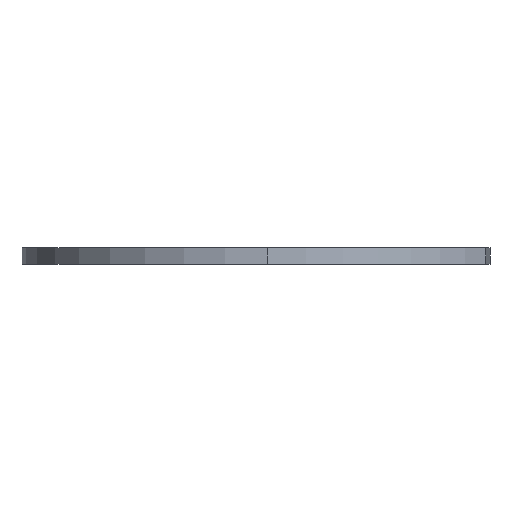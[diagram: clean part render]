
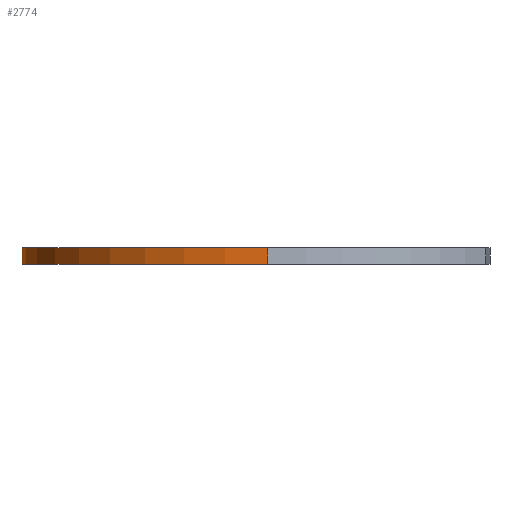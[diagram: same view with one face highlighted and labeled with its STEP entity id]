
A CAD part, left-side view. The second image highlights one B-rep face of the part: STEP entity #2774.
In plain terms, the highlighted cylindrical face has radius 145 mm (diameter 290 mm), a partial arc.
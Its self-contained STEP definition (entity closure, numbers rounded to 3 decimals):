
#9 = AXIS2_PLACEMENT_3D ( 'NONE', #2963, #302, #2409 ) ;
#47 = DIRECTION ( 'NONE',  ( 0., 0., -1. ) ) ;
#51 = DIRECTION ( 'NONE',  ( 0., 0., 1. ) ) ;
#76 = ORIENTED_EDGE ( 'NONE', *, *, #3346, .F. ) ;
#163 = CIRCLE ( 'NONE', #9, 145. ) ;
#222 = LINE ( 'NONE', #3351, #2023 ) ;
#302 = DIRECTION ( 'NONE',  ( 0., 0., 1. ) ) ;
#338 = FACE_OUTER_BOUND ( 'NONE', #3239, .T. ) ;
#485 = CARTESIAN_POINT ( 'NONE',  ( 145., 0., 10. ) ) ;
#523 = ORIENTED_EDGE ( 'NONE', *, *, #1653, .T. ) ;
#530 = VERTEX_POINT ( 'NONE', #2517 ) ;
#746 = ORIENTED_EDGE ( 'NONE', *, *, #2470, .T. ) ;
#852 = ORIENTED_EDGE ( 'NONE', *, *, #1712, .F. ) ;
#1101 = CIRCLE ( 'NONE', #2795, 145. ) ;
#1131 = CARTESIAN_POINT ( 'NONE',  ( 0., 0., 0. ) ) ;
#1180 = VERTEX_POINT ( 'NONE', #485 ) ;
#1382 = DIRECTION ( 'NONE',  ( -1., 0., 0. ) ) ;
#1401 = VERTEX_POINT ( 'NONE', #3216 ) ;
#1470 = VECTOR ( 'NONE', #2313, 1000. ) ;
#1653 = EDGE_CURVE ( 'NONE', #1180, #3423, #1728, .T. ) ;
#1672 = CYLINDRICAL_SURFACE ( 'NONE', #1697, 145. ) ;
#1697 = AXIS2_PLACEMENT_3D ( 'NONE', #2951, #47, #1382 ) ;
#1712 = EDGE_CURVE ( 'NONE', #1401, #530, #222, .T. ) ;
#1728 = LINE ( 'NONE', #2778, #1470 ) ;
#1730 = CARTESIAN_POINT ( 'NONE',  ( 145., 0., 0. ) ) ;
#2023 = VECTOR ( 'NONE', #2332, 1000. ) ;
#2313 = DIRECTION ( 'NONE',  ( 0., 0., -1. ) ) ;
#2332 = DIRECTION ( 'NONE',  ( 0., 0., -1. ) ) ;
#2409 = DIRECTION ( 'NONE',  ( 1., 0., 0. ) ) ;
#2470 = EDGE_CURVE ( 'NONE', #3423, #530, #1101, .T. ) ;
#2517 = CARTESIAN_POINT ( 'NONE',  ( -145., 0., 0. ) ) ;
#2774 = ADVANCED_FACE ( 'NONE', ( #338 ), #1672, .T. ) ;
#2778 = CARTESIAN_POINT ( 'NONE',  ( 145., 0., 10. ) ) ;
#2795 = AXIS2_PLACEMENT_3D ( 'NONE', #1131, #51, #3212 ) ;
#2951 = CARTESIAN_POINT ( 'NONE',  ( 0., 0., 10. ) ) ;
#2963 = CARTESIAN_POINT ( 'NONE',  ( 0., 0., 10. ) ) ;
#3212 = DIRECTION ( 'NONE',  ( 1., 0., 0. ) ) ;
#3216 = CARTESIAN_POINT ( 'NONE',  ( -145., 0., 10. ) ) ;
#3239 = EDGE_LOOP ( 'NONE', ( #76, #523, #746, #852 ) ) ;
#3346 = EDGE_CURVE ( 'NONE', #1180, #1401, #163, .T. ) ;
#3351 = CARTESIAN_POINT ( 'NONE',  ( -145., 0., 10. ) ) ;
#3423 = VERTEX_POINT ( 'NONE', #1730 ) ;
